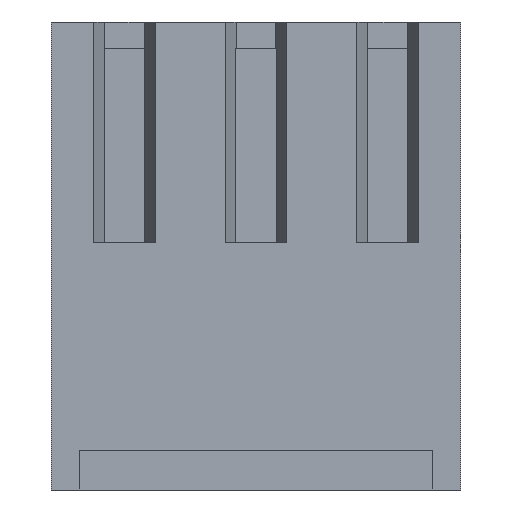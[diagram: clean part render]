
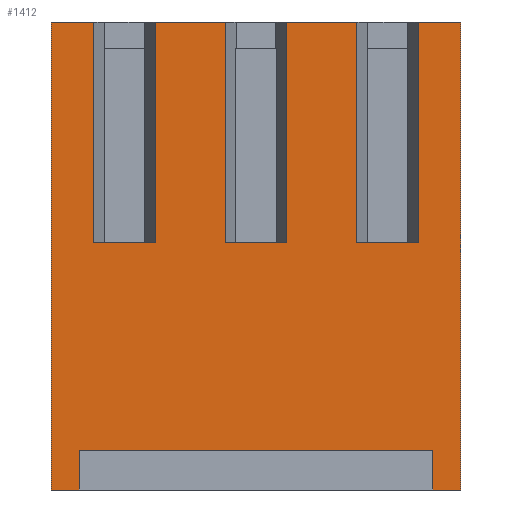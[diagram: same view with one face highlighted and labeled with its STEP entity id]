
A CAD part, front view. The second image highlights one B-rep face of the part: STEP entity #1412.
In plain terms, the highlighted planar face has unit normal (0, -1, 0).
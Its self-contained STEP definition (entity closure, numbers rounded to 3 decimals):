
#904=CARTESIAN_POINT('',(0.0,0.0,-13.462));
#905=VERTEX_POINT('',#904);
#906=CARTESIAN_POINT('',(0.0,0.0,0.0));
#907=VERTEX_POINT('',#906);
#908=CARTESIAN_POINT('',(0.0,0.0,0.0));
#909=DIRECTION('',(0.0,0.0,1.0));
#910=VECTOR('',#909,1.0);
#911=LINE('',#908,#910);
#912=EDGE_CURVE('n� 57',#905,#907,#911,.T.);
#970=CARTESIAN_POINT('',(2.992,0.0,0.0));
#971=VERTEX_POINT('',#970);
#978=CARTESIAN_POINT('',(5.009,0.0,0.0));
#979=VERTEX_POINT('',#978);
#980=CARTESIAN_POINT('',(0.0,0.0,0.0));
#981=DIRECTION('',(1.0,-0.0,0.0));
#982=VECTOR('',#981,1.0);
#983=LINE('',#980,#982);
#984=EDGE_CURVE('n� 2107',#971,#979,#983,.T.);
#993=CARTESIAN_POINT('',(6.777,0.0,0.0));
#994=VERTEX_POINT('',#993);
#1001=CARTESIAN_POINT('',(8.793,0.0,0.0));
#1002=VERTEX_POINT('',#1001);
#1003=CARTESIAN_POINT('',(0.0,0.0,0.0));
#1004=DIRECTION('',(1.0,0.0,0.0));
#1005=VECTOR('',#1004,1.0);
#1006=LINE('',#1003,#1005);
#1007=EDGE_CURVE('n� 1640',#994,#1002,#1006,.T.);
#1016=CARTESIAN_POINT('',(10.562,0.0,0.0));
#1017=VERTEX_POINT('',#1016);
#1024=CARTESIAN_POINT('',(11.786,0.0,0.0));
#1025=VERTEX_POINT('',#1024);
#1026=CARTESIAN_POINT('',(0.0,0.0,0.0));
#1027=DIRECTION('',(1.0,-0.0,0.0));
#1028=VECTOR('',#1027,1.0);
#1029=LINE('',#1026,#1028);
#1030=EDGE_CURVE('n� 1983',#1017,#1025,#1029,.T.);
#1070=CARTESIAN_POINT('',(1.224,0.0,0.0));
#1071=VERTEX_POINT('',#1070);
#1072=CARTESIAN_POINT('',(0.0,0.0,0.0));
#1073=DIRECTION('',(1.0,0.0,0.0));
#1074=VECTOR('',#1073,1.0);
#1075=LINE('',#1072,#1074);
#1076=EDGE_CURVE('n� 53',#907,#1071,#1075,.T.);
#1092=CARTESIAN_POINT('',(11.786,0.0,-13.462));
#1093=VERTEX_POINT('',#1092);
#1094=CARTESIAN_POINT('',(11.786,0.0,0.0));
#1095=DIRECTION('',(0.0,0.0,-1.0));
#1096=VECTOR('',#1095,1.0);
#1097=LINE('',#1094,#1096);
#1098=EDGE_CURVE('n� 49',#1025,#1093,#1097,.T.);
#1232=CARTESIAN_POINT('',(10.973,0.0,-13.462));
#1233=VERTEX_POINT('',#1232);
#1234=CARTESIAN_POINT('',(0.0,0.0,-13.462));
#1235=DIRECTION('',(-1.0,0.0,0.0));
#1236=VECTOR('',#1235,1.0);
#1237=LINE('',#1234,#1236);
#1238=EDGE_CURVE('n� 45',#1093,#1233,#1237,.T.);
#1256=CARTESIAN_POINT('',(0.813,0.0,-13.462));
#1257=VERTEX_POINT('',#1256);
#1264=CARTESIAN_POINT('',(0.0,0.0,-13.462));
#1265=DIRECTION('',(-1.0,0.0,0.0));
#1266=VECTOR('',#1265,1.0);
#1267=LINE('',#1264,#1266);
#1268=EDGE_CURVE('n� 3123',#1257,#905,#1267,.T.);
#1309=CARTESIAN_POINT('',(0.813,0.0,-12.319));
#1310=VERTEX_POINT('',#1309);
#1311=CARTESIAN_POINT('',(0.813,0.0,-13.462));
#1312=DIRECTION('',(0.0,0.0,-1.0));
#1313=VECTOR('',#1312,1.0);
#1314=LINE('',#1311,#1313);
#1315=EDGE_CURVE('n� 3139',#1310,#1257,#1314,.T.);
#1316=ORIENTED_EDGE('',*,*,#1315,.F.);
#1317=CARTESIAN_POINT('',(10.973,0.0,-12.319));
#1318=VERTEX_POINT('',#1317);
#1319=CARTESIAN_POINT('',(0.813,0.0,-12.319));
#1320=DIRECTION('',(-1.0,0.0,0.0));
#1321=VECTOR('',#1320,1.0);
#1322=LINE('',#1319,#1321);
#1323=EDGE_CURVE('n� 3151',#1318,#1310,#1322,.T.);
#1324=ORIENTED_EDGE('',*,*,#1323,.F.);
#1325=CARTESIAN_POINT('',(10.973,0.0,-13.462));
#1326=DIRECTION('',(0.0,0.0,1.0));
#1327=VECTOR('',#1326,1.0);
#1328=LINE('',#1325,#1327);
#1329=EDGE_CURVE('n� 3147',#1233,#1318,#1328,.T.);
#1330=ORIENTED_EDGE('',*,*,#1329,.F.);
#1331=ORIENTED_EDGE('',*,*,#1238,.F.);
#1332=ORIENTED_EDGE('',*,*,#1098,.F.);
#1333=ORIENTED_EDGE('',*,*,#1030,.F.);
#1334=CARTESIAN_POINT('',(10.562,0.0,-6.35));
#1335=VERTEX_POINT('',#1334);
#1336=CARTESIAN_POINT('',(10.562,0.0,-6.35));
#1337=DIRECTION('',(0.0,0.0,1.0));
#1338=VECTOR('',#1337,1.0);
#1339=LINE('',#1336,#1338);
#1340=EDGE_CURVE('n� 2023',#1335,#1017,#1339,.T.);
#1341=ORIENTED_EDGE('',*,*,#1340,.F.);
#1342=CARTESIAN_POINT('',(8.793,0.0,-6.35));
#1343=VERTEX_POINT('',#1342);
#1344=CARTESIAN_POINT('',(10.562,0.0,-6.35));
#1345=DIRECTION('',(1.0,0.0,0.0));
#1346=VECTOR('',#1345,1.0);
#1347=LINE('',#1344,#1346);
#1348=EDGE_CURVE('n� 2020',#1343,#1335,#1347,.T.);
#1349=ORIENTED_EDGE('',*,*,#1348,.F.);
#1350=CARTESIAN_POINT('',(8.793,0.0,-6.35));
#1351=DIRECTION('',(0.0,0.0,1.0));
#1352=VECTOR('',#1351,1.0);
#1353=LINE('',#1350,#1352);
#1354=EDGE_CURVE('n� 2027',#1343,#1002,#1353,.T.);
#1355=ORIENTED_EDGE('',*,*,#1354,.T.);
#1356=ORIENTED_EDGE('',*,*,#1007,.F.);
#1357=CARTESIAN_POINT('',(6.777,0.0,-6.35));
#1358=VERTEX_POINT('',#1357);
#1359=CARTESIAN_POINT('',(6.777,0.0,-6.35));
#1360=DIRECTION('',(0.0,0.0,1.0));
#1361=VECTOR('',#1360,1.0);
#1362=LINE('',#1359,#1361);
#1363=EDGE_CURVE('n� 1687',#1358,#994,#1362,.T.);
#1364=ORIENTED_EDGE('',*,*,#1363,.F.);
#1365=CARTESIAN_POINT('',(5.009,0.0,-6.35));
#1366=VERTEX_POINT('',#1365);
#1367=CARTESIAN_POINT('',(5.009,0.0,-6.35));
#1368=DIRECTION('',(1.0,0.0,0.0));
#1369=VECTOR('',#1368,1.0);
#1370=LINE('',#1367,#1369);
#1371=EDGE_CURVE('n� 1684',#1366,#1358,#1370,.T.);
#1372=ORIENTED_EDGE('',*,*,#1371,.F.);
#1373=CARTESIAN_POINT('',(5.009,0.0,-6.35));
#1374=DIRECTION('',(0.0,0.0,1.0));
#1375=VECTOR('',#1374,1.0);
#1376=LINE('',#1373,#1375);
#1377=EDGE_CURVE('n� 1675',#1366,#979,#1376,.T.);
#1378=ORIENTED_EDGE('',*,*,#1377,.T.);
#1379=ORIENTED_EDGE('',*,*,#984,.F.);
#1380=CARTESIAN_POINT('',(2.992,0.0,-6.35));
#1381=VERTEX_POINT('',#1380);
#1382=CARTESIAN_POINT('',(2.992,0.0,-6.35));
#1383=DIRECTION('',(0.0,0.0,1.0));
#1384=VECTOR('',#1383,1.0);
#1385=LINE('',#1382,#1384);
#1386=EDGE_CURVE('n� 2150',#1381,#971,#1385,.T.);
#1387=ORIENTED_EDGE('',*,*,#1386,.F.);
#1388=CARTESIAN_POINT('',(1.224,0.0,-6.35));
#1389=VERTEX_POINT('',#1388);
#1390=CARTESIAN_POINT('',(1.224,0.0,-6.35));
#1391=DIRECTION('',(1.0,0.0,0.0));
#1392=VECTOR('',#1391,1.0);
#1393=LINE('',#1390,#1392);
#1394=EDGE_CURVE('n� 2147',#1389,#1381,#1393,.T.);
#1395=ORIENTED_EDGE('',*,*,#1394,.F.);
#1396=CARTESIAN_POINT('',(1.224,0.0,-6.35));
#1397=DIRECTION('',(0.0,0.0,1.0));
#1398=VECTOR('',#1397,1.0);
#1399=LINE('',#1396,#1398);
#1400=EDGE_CURVE('n� 2154',#1389,#1071,#1399,.T.);
#1401=ORIENTED_EDGE('',*,*,#1400,.T.);
#1402=ORIENTED_EDGE('',*,*,#1076,.F.);
#1403=ORIENTED_EDGE('',*,*,#912,.F.);
#1404=ORIENTED_EDGE('',*,*,#1268,.F.);
#1405=EDGE_LOOP('',(
    #1316,#1324,#1330,#1331,#1332,#1333,#1341,#1349,#1355,#1356,
    #1364,#1372,#1378,#1379,#1387,#1395,#1401,#1402,#1403,#1404));
#1406=FACE_OUTER_BOUND('',#1405,.T.);
#1407=CARTESIAN_POINT('',(0.0,0.0,-13.462));
#1408=DIRECTION('',(0.0,-1.0,0.0));
#1409=DIRECTION('',(0.0,0.0,-1.0));
#1410=AXIS2_PLACEMENT_3D('',#1407,#1408,#1409);
#1411=PLANE('',#1410);
#1412=ADVANCED_FACE('n� 43',(#1406),#1411,.T.);
